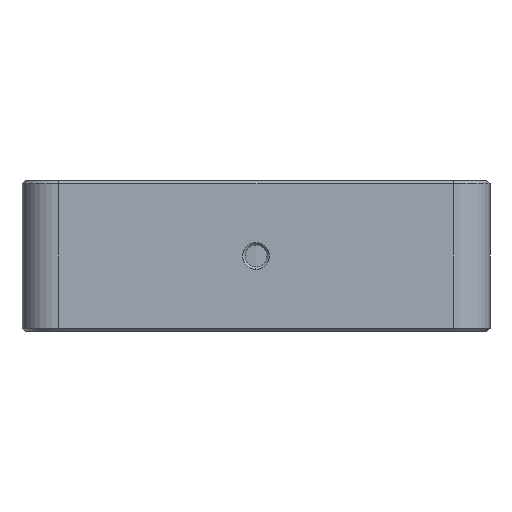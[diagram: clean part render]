
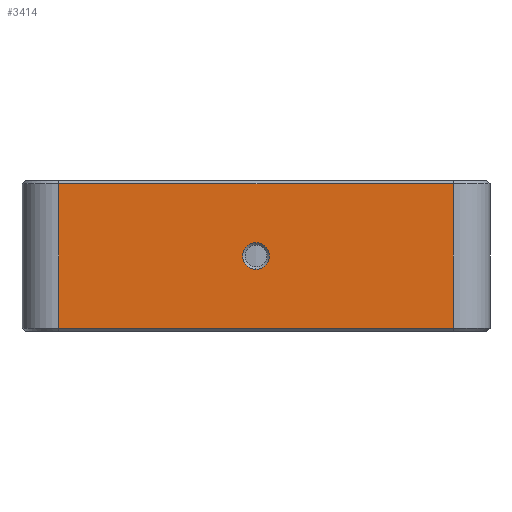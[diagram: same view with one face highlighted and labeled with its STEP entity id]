
A CAD part, front view. The second image highlights one B-rep face of the part: STEP entity #3414.
In plain terms, the highlighted planar face has unit normal (0, -1, 0).
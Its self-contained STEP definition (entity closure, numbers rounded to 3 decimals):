
#373 = DIRECTION ( 'NONE',  ( 0., 0., -1. ) ) ;
#503 = ORIENTED_EDGE ( 'NONE', *, *, #14028, .F. ) ;
#795 = EDGE_CURVE ( 'NONE', #9907, #2936, #7258, .T. ) ;
#879 = EDGE_LOOP ( 'NONE', ( #4965, #9556, #1733, #8865 ) ) ;
#1362 = PLANE ( 'NONE',  #4717 ) ;
#1393 = CARTESIAN_POINT ( 'NONE',  ( 30., -35.55, -10.95 ) ) ;
#1505 = CARTESIAN_POINT ( 'NONE',  ( -35.55, -35.55, 11.45 ) ) ;
#1733 = ORIENTED_EDGE ( 'NONE', *, *, #795, .T. ) ;
#1846 = VECTOR ( 'NONE', #5803, 1000. ) ;
#1882 = VERTEX_POINT ( 'NONE', #3340 ) ;
#2764 = DIRECTION ( 'NONE',  ( 0., 0., 1. ) ) ;
#2782 = DIRECTION ( 'NONE',  ( 1., 0., 0. ) ) ;
#2792 = AXIS2_PLACEMENT_3D ( 'NONE', #3401, #12147, #8956 ) ;
#2936 = VERTEX_POINT ( 'NONE', #14008 ) ;
#3340 = CARTESIAN_POINT ( 'NONE',  ( 0., -35.55, -2.025 ) ) ;
#3401 = CARTESIAN_POINT ( 'NONE',  ( 0., -35.55, 0. ) ) ;
#3414 = ADVANCED_FACE ( 'NONE', ( #3961, #10326 ), #1362, .F. ) ;
#3509 = DIRECTION ( 'NONE',  ( 0., 1., 0. ) ) ;
#3532 = AXIS2_PLACEMENT_3D ( 'NONE', #6566, #7641, #5459 ) ;
#3682 = LINE ( 'NONE', #13786, #6114 ) ;
#3939 = VECTOR ( 'NONE', #2782, 1000. ) ;
#3961 = FACE_BOUND ( 'NONE', #10695, .T. ) ;
#4717 = AXIS2_PLACEMENT_3D ( 'NONE', #1505, #3509, #13404 ) ;
#4958 = VERTEX_POINT ( 'NONE', #1393 ) ;
#4965 = ORIENTED_EDGE ( 'NONE', *, *, #12554, .T. ) ;
#5459 = DIRECTION ( 'NONE',  ( 0., 0., -1. ) ) ;
#5803 = DIRECTION ( 'NONE',  ( -1., 0., 0. ) ) ;
#5861 = CARTESIAN_POINT ( 'NONE',  ( -35.55, -35.55, -10.95 ) ) ;
#6105 = CIRCLE ( 'NONE', #3532, 2.025 ) ;
#6114 = VECTOR ( 'NONE', #2764, 1000. ) ;
#6566 = CARTESIAN_POINT ( 'NONE',  ( 0., -35.55, 0. ) ) ;
#6954 = CIRCLE ( 'NONE', #2792, 2.025 ) ;
#7070 = VERTEX_POINT ( 'NONE', #9228 ) ;
#7258 = LINE ( 'NONE', #10051, #8298 ) ;
#7535 = EDGE_CURVE ( 'NONE', #7570, #9907, #9591, .T. ) ;
#7570 = VERTEX_POINT ( 'NONE', #13354 ) ;
#7641 = DIRECTION ( 'NONE',  ( 0., -1., 0. ) ) ;
#8252 = LINE ( 'NONE', #5861, #3939 ) ;
#8298 = VECTOR ( 'NONE', #373, 1000. ) ;
#8865 = ORIENTED_EDGE ( 'NONE', *, *, #10945, .T. ) ;
#8956 = DIRECTION ( 'NONE',  ( 0., 0., -1. ) ) ;
#9130 = ORIENTED_EDGE ( 'NONE', *, *, #9254, .F. ) ;
#9228 = CARTESIAN_POINT ( 'NONE',  ( 0., -35.55, 2.025 ) ) ;
#9254 = EDGE_CURVE ( 'NONE', #1882, #7070, #6105, .T. ) ;
#9556 = ORIENTED_EDGE ( 'NONE', *, *, #7535, .T. ) ;
#9591 = LINE ( 'NONE', #12371, #1846 ) ;
#9907 = VERTEX_POINT ( 'NONE', #13386 ) ;
#10051 = CARTESIAN_POINT ( 'NONE',  ( -30., -35.55, 11.45 ) ) ;
#10326 = FACE_OUTER_BOUND ( 'NONE', #879, .T. ) ;
#10695 = EDGE_LOOP ( 'NONE', ( #9130, #503 ) ) ;
#10945 = EDGE_CURVE ( 'NONE', #2936, #4958, #8252, .T. ) ;
#12147 = DIRECTION ( 'NONE',  ( 0., -1., 0. ) ) ;
#12371 = CARTESIAN_POINT ( 'NONE',  ( -30., -35.55, 10.95 ) ) ;
#12554 = EDGE_CURVE ( 'NONE', #4958, #7570, #3682, .T. ) ;
#13354 = CARTESIAN_POINT ( 'NONE',  ( 30., -35.55, 10.95 ) ) ;
#13386 = CARTESIAN_POINT ( 'NONE',  ( -30., -35.55, 10.95 ) ) ;
#13404 = DIRECTION ( 'NONE',  ( 0., 0., 1. ) ) ;
#13786 = CARTESIAN_POINT ( 'NONE',  ( 30., -35.55, 11.45 ) ) ;
#14008 = CARTESIAN_POINT ( 'NONE',  ( -30., -35.55, -10.95 ) ) ;
#14028 = EDGE_CURVE ( 'NONE', #7070, #1882, #6954, .T. ) ;
